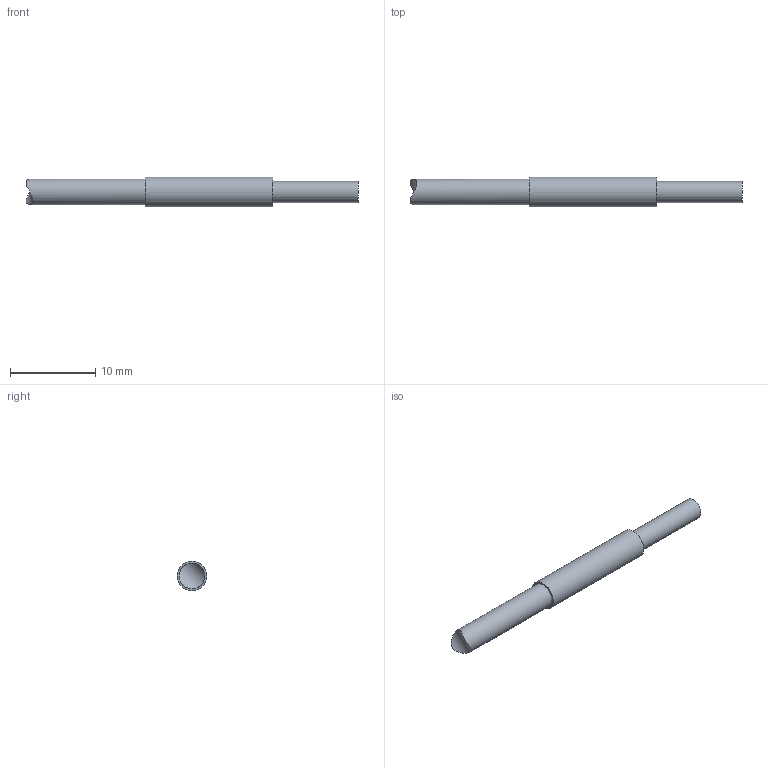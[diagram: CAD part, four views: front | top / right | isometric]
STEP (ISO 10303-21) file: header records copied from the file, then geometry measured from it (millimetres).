
FILE_DESCRIPTION(/* description */ (''),/* implementation_level */ '2;1');
FILE_NAME(/* name */ 'LS06A521.stp',/* time_stamp */ '2016-10-06T10:28:17+02:00',/* author */ ('mitarbeiter'),/* organization */ (''),/* preprocessor_version */ 'ST-DEVELOPER v15.2',/* originating_system */ 'Autodesk Inventor 2014',/* authorisation */ '');
FILE_SCHEMA (('AUTOMOTIVE_DESIGN { 1 0 10303 214 3 1 1 }'));
Length unit declared in the file: millimetre
Products named in the file (1): LS06A521
Bounding box: 39.01 x 3.5 x 3.5 mm (x, y, z)
Volume: 287.9 mm3; surface area: 391.5 mm2
Topology: 1 solids, 1 shells, 7 faces, 13 edges, 10 vertices
Faces by surface type: cylinder 4, plane 3
Full cylindrical faces by diameter (mm): 2.5 x1, 3 x1, 3.5 x1
Entity records: 223 total; most frequent: CARTESIAN_POINT 73, DIRECTION 26, ORIENTED_EDGE 20, AXIS2_PLACEMENT_3D 13, EDGE_LOOP 12, VERTEX_POINT 10, EDGE_CURVE 10, FACE_OUTER_BOUND 7
